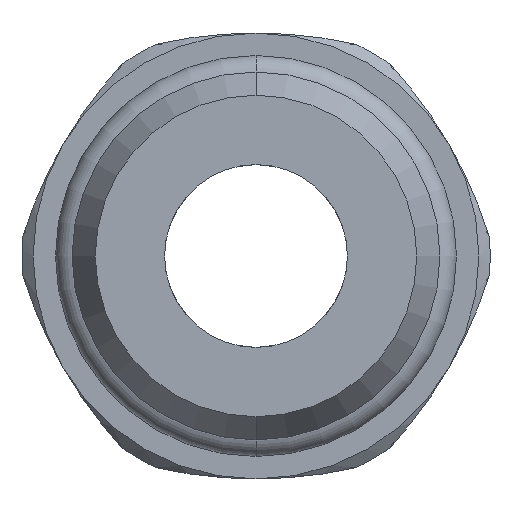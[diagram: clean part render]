
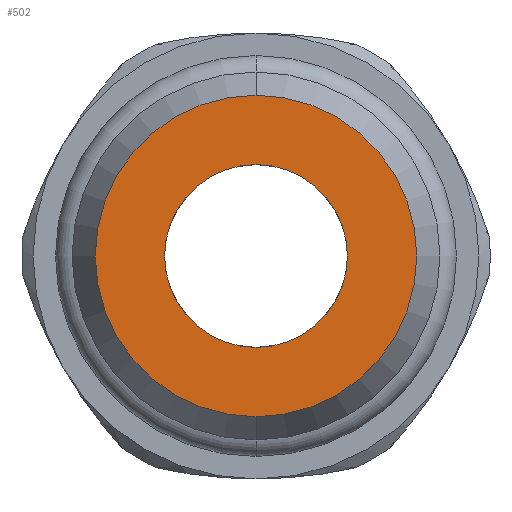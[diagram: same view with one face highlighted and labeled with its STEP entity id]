
A CAD part, front view. The second image highlights one B-rep face of the part: STEP entity #502.
In plain terms, the highlighted planar face has unit normal (0, -1, 0).
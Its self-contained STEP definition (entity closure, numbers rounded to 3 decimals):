
#14 = EDGE_CURVE ( 'NONE', #156, #157, #791, .T. ) ;
#126 = VERTEX_POINT ( 'NONE', #940 ) ;
#138 = VERTEX_POINT ( 'NONE', #1065 ) ;
#145 = EDGE_CURVE ( 'NONE', #138, #126, #1042, .T. ) ;
#156 = VERTEX_POINT ( 'NONE', #991 ) ;
#157 = VERTEX_POINT ( 'NONE', #990 ) ;
#457 = EDGE_CURVE ( 'NONE', #157, #156, #1589, .T. ) ;
#483 = ORIENTED_EDGE ( 'NONE', *, *, #145, .T. ) ;
#502 = ADVANCED_FACE ( 'NONE', ( #1741, #1740 ), #1756, .T. ) ;
#503 = EDGE_LOOP ( 'NONE', ( #2485, #509 ) ) ;
#509 = ORIENTED_EDGE ( 'NONE', *, *, #14, .F. ) ;
#515 = EDGE_LOOP ( 'NONE', ( #516, #483 ) ) ;
#516 = ORIENTED_EDGE ( 'NONE', *, *, #522, .T. ) ;
#522 = EDGE_CURVE ( 'NONE', #126, #138, #1770, .T. ) ;
#729 = DIRECTION ( 'NONE',  ( 0., 0., -1. ) ) ;
#730 = DIRECTION ( 'NONE',  ( 0., -1., 0. ) ) ;
#790 = AXIS2_PLACEMENT_3D ( 'NONE', #829, #730, #729 ) ;
#791 = CIRCLE ( 'NONE', #790, 4.1 ) ;
#829 = CARTESIAN_POINT ( 'NONE',  ( 0., 0., 0. ) ) ;
#940 = CARTESIAN_POINT ( 'NONE',  ( 0., 0., 7.211 ) ) ;
#989 = CARTESIAN_POINT ( 'NONE',  ( 0., 0., 0. ) ) ;
#990 = CARTESIAN_POINT ( 'NONE',  ( 0., 0., -4.1 ) ) ;
#991 = CARTESIAN_POINT ( 'NONE',  ( 0., 0., 4.1 ) ) ;
#1040 = DIRECTION ( 'NONE',  ( 0., 0., -1. ) ) ;
#1042 = CIRCLE ( 'NONE', #1051, 7.211 ) ;
#1048 = DIRECTION ( 'NONE',  ( 0., -1., 0. ) ) ;
#1051 = AXIS2_PLACEMENT_3D ( 'NONE', #989, #1048, #1040 ) ;
#1065 = CARTESIAN_POINT ( 'NONE',  ( 0., 0., -7.211 ) ) ;
#1586 = DIRECTION ( 'NONE',  ( 0., 0., -1. ) ) ;
#1587 = DIRECTION ( 'NONE',  ( 0., -1., 0. ) ) ;
#1588 = AXIS2_PLACEMENT_3D ( 'NONE', #1595, #1587, #1586 ) ;
#1589 = CIRCLE ( 'NONE', #1588, 4.1 ) ;
#1595 = CARTESIAN_POINT ( 'NONE',  ( 0., 0., 0. ) ) ;
#1724 = AXIS2_PLACEMENT_3D ( 'NONE', #1736, #1763, #1762 ) ;
#1736 = CARTESIAN_POINT ( 'NONE',  ( 7.211, 0., 0. ) ) ;
#1740 = FACE_OUTER_BOUND ( 'NONE', #515, .T. ) ;
#1741 = FACE_BOUND ( 'NONE', #503, .T. ) ;
#1756 = PLANE ( 'NONE',  #1724 ) ;
#1758 = CARTESIAN_POINT ( 'NONE',  ( 0., 0., 0. ) ) ;
#1762 = DIRECTION ( 'NONE',  ( 0., 0., -1. ) ) ;
#1763 = DIRECTION ( 'NONE',  ( 0., -1., 0. ) ) ;
#1767 = DIRECTION ( 'NONE',  ( 0., 0., -1. ) ) ;
#1768 = DIRECTION ( 'NONE',  ( 0., -1., 0. ) ) ;
#1769 = AXIS2_PLACEMENT_3D ( 'NONE', #1758, #1768, #1767 ) ;
#1770 = CIRCLE ( 'NONE', #1769, 7.211 ) ;
#2485 = ORIENTED_EDGE ( 'NONE', *, *, #457, .F. ) ;
